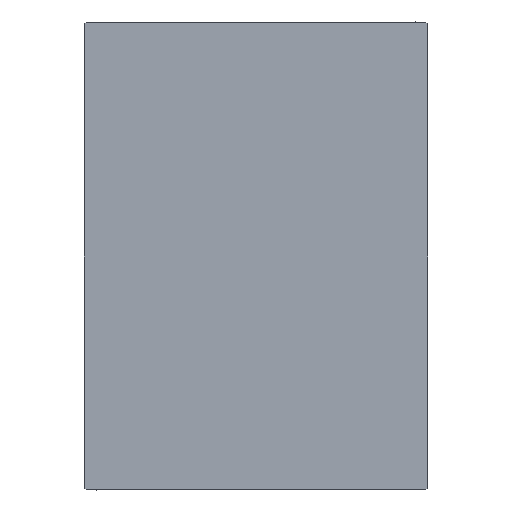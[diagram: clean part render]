
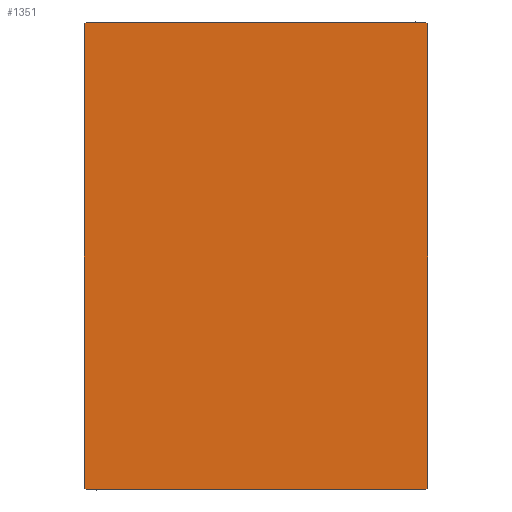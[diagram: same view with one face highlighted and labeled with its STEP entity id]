
A CAD part, left-side view. The second image highlights one B-rep face of the part: STEP entity #1351.
In plain terms, the highlighted face is planar.
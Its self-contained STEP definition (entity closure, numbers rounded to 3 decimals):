
#407 = PLANE ( 'NONE',  #19721 ) ;
#1351 = ADVANCED_FACE ( 'NONE', ( #23160 ), #407, .T. ) ;
#1432 = DIRECTION ( 'NONE',  ( 0., -0.707, 0.707 ) ) ;
#1541 = CARTESIAN_POINT ( 'NONE',  ( 175., 27.5, 37.5 ) ) ;
#1606 = DIRECTION ( 'NONE',  ( 0., 0.707, -0.707 ) ) ;
#2165 = ORIENTED_EDGE ( 'NONE', *, *, #20319, .T. ) ;
#2409 = EDGE_CURVE ( 'NONE', #3744, #22981, #36098, .T. ) ;
#2526 = EDGE_CURVE ( 'NONE', #22981, #3315, #28269, .T. ) ;
#2783 = ORIENTED_EDGE ( 'NONE', *, *, #2409, .T. ) ;
#3045 = VERTEX_POINT ( 'NONE', #8684 ) ;
#3315 = VERTEX_POINT ( 'NONE', #5744 ) ;
#3541 = EDGE_CURVE ( 'NONE', #3045, #42705, #27384, .T. ) ;
#3744 = VERTEX_POINT ( 'NONE', #11290 ) ;
#5123 = VECTOR ( 'NONE', #1606, 1000. ) ;
#5170 = CARTESIAN_POINT ( 'NONE',  ( 175., 27.2, 37.5 ) ) ;
#5744 = CARTESIAN_POINT ( 'NONE',  ( 175., -27.5, -37.2 ) ) ;
#7036 = CARTESIAN_POINT ( 'NONE',  ( 175., 27.5, -37.5 ) ) ;
#8684 = CARTESIAN_POINT ( 'NONE',  ( 175., -27.2, -37.5 ) ) ;
#9878 = VECTOR ( 'NONE', #38143, 1000. ) ;
#11290 = CARTESIAN_POINT ( 'NONE',  ( 175., -27.2, 37.5 ) ) ;
#12551 = CARTESIAN_POINT ( 'NONE',  ( 175., -27.5, 37.2 ) ) ;
#13532 = ORIENTED_EDGE ( 'NONE', *, *, #19979, .T. ) ;
#14108 = EDGE_CURVE ( 'NONE', #42705, #22115, #22694, .T. ) ;
#14115 = ORIENTED_EDGE ( 'NONE', *, *, #2526, .T. ) ;
#14166 = CARTESIAN_POINT ( 'NONE',  ( 175., -27.5, -37.5 ) ) ;
#16183 = CARTESIAN_POINT ( 'NONE',  ( 175., -32.35, 32.35 ) ) ;
#17075 = DIRECTION ( 'NONE',  ( 1., 0., 0. ) ) ;
#17952 = ORIENTED_EDGE ( 'NONE', *, *, #24157, .T. ) ;
#19721 = AXIS2_PLACEMENT_3D ( 'NONE', #36362, #17075, #36569 ) ;
#19979 = EDGE_CURVE ( 'NONE', #22115, #28345, #27604, .T. ) ;
#20244 = DIRECTION ( 'NONE',  ( 0., 0., 1. ) ) ;
#20285 = DIRECTION ( 'NONE',  ( 0., -0.707, -0.707 ) ) ;
#20319 = EDGE_CURVE ( 'NONE', #33133, #3744, #28189, .T. ) ;
#20559 = CARTESIAN_POINT ( 'NONE',  ( 175., 27.2, -37.5 ) ) ;
#22115 = VERTEX_POINT ( 'NONE', #42363 ) ;
#22694 = LINE ( 'NONE', #26369, #36090 ) ;
#22981 = VERTEX_POINT ( 'NONE', #12551 ) ;
#23096 = VECTOR ( 'NONE', #41003, 1000. ) ;
#23160 = FACE_OUTER_BOUND ( 'NONE', #40072, .T. ) ;
#23224 = ORIENTED_EDGE ( 'NONE', *, *, #27559, .T. ) ;
#24157 = EDGE_CURVE ( 'NONE', #3315, #3045, #28886, .T. ) ;
#24807 = CARTESIAN_POINT ( 'NONE',  ( 175., -27.5, 37.5 ) ) ;
#26369 = CARTESIAN_POINT ( 'NONE',  ( 175., 32.35, -32.35 ) ) ;
#27326 = VECTOR ( 'NONE', #1432, 1000. ) ;
#27384 = LINE ( 'NONE', #14166, #23096 ) ;
#27559 = EDGE_CURVE ( 'NONE', #28345, #33133, #40432, .T. ) ;
#27604 = LINE ( 'NONE', #7036, #31310 ) ;
#28189 = LINE ( 'NONE', #1541, #9878 ) ;
#28269 = LINE ( 'NONE', #24807, #37034 ) ;
#28345 = VERTEX_POINT ( 'NONE', #34846 ) ;
#28886 = LINE ( 'NONE', #31287, #5123 ) ;
#30762 = VECTOR ( 'NONE', #20285, 1000. ) ;
#31113 = CARTESIAN_POINT ( 'NONE',  ( 175., 32.35, 32.35 ) ) ;
#31287 = CARTESIAN_POINT ( 'NONE',  ( 175., -32.35, -32.35 ) ) ;
#31310 = VECTOR ( 'NONE', #20244, 1000. ) ;
#33133 = VERTEX_POINT ( 'NONE', #5170 ) ;
#34846 = CARTESIAN_POINT ( 'NONE',  ( 175., 27.5, 37.2 ) ) ;
#34897 = ORIENTED_EDGE ( 'NONE', *, *, #14108, .T. ) ;
#36090 = VECTOR ( 'NONE', #39574, 1000. ) ;
#36098 = LINE ( 'NONE', #16183, #30762 ) ;
#36362 = CARTESIAN_POINT ( 'NONE',  ( 175., 0., 0. ) ) ;
#36569 = DIRECTION ( 'NONE',  ( 0., 0., -1. ) ) ;
#37034 = VECTOR ( 'NONE', #42318, 1000. ) ;
#38143 = DIRECTION ( 'NONE',  ( 0., -1., 0. ) ) ;
#39574 = DIRECTION ( 'NONE',  ( 0., 0.707, 0.707 ) ) ;
#40072 = EDGE_LOOP ( 'NONE', ( #41950, #34897, #13532, #23224, #2165, #2783, #14115, #17952 ) ) ;
#40432 = LINE ( 'NONE', #31113, #27326 ) ;
#41003 = DIRECTION ( 'NONE',  ( 0., 1., 0. ) ) ;
#41950 = ORIENTED_EDGE ( 'NONE', *, *, #3541, .T. ) ;
#42318 = DIRECTION ( 'NONE',  ( 0., 0., -1. ) ) ;
#42363 = CARTESIAN_POINT ( 'NONE',  ( 175., 27.5, -37.2 ) ) ;
#42705 = VERTEX_POINT ( 'NONE', #20559 ) ;
